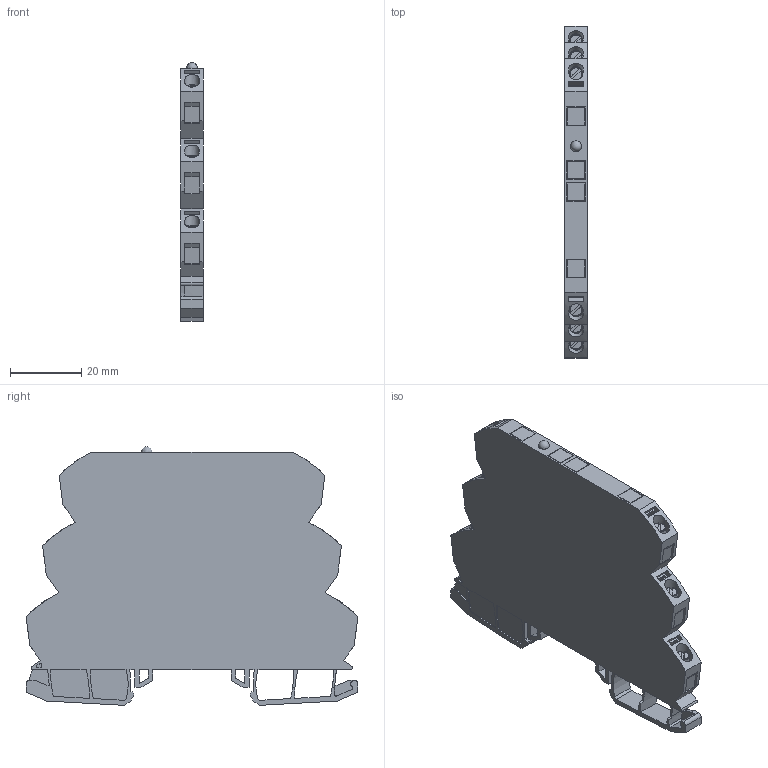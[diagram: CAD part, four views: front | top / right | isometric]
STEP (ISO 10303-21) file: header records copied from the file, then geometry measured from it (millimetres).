
FILE_DESCRIPTION(('STEP AP214'),'1');
FILE_NAME('cctmp_CB230D3A-3A4C-492A-9929-0C4CC3FF5022_2023_07_21_11_08_56_0074..stp','2023-07-21T09:08:56',('SIEMENS A&D'),('CADClick - www.CADClick.com'),'Spatial InterOp 3D postprocessed',' ','unknown authorization');
FILE_SCHEMA(('AUTOMOTIVE_DESIGN'));
Length unit declared in the file: millimetre
Products named in the file (1): 2023_07_21_11_08_56_0049
Bounding box: 6.2 x 93.06 x 72.49 mm (x, y, z)
Volume: 31781.5 mm3; surface area: 14346.3 mm2
Topology: 1 solids, 2 shells, 387 faces, 1013 edges, 658 vertices
Faces by surface type: plane 273, cylinder 77, torus 24, cone 12, sphere 1
Entity records: 20210 total; most frequent: CARTESIAN_POINT 2783, STYLED_ITEM 2057, PRESENTATION_STYLE_ASSIGNMENT 2057, ORIENTED_EDGE 2022, DIRECTION 1945, EDGE_CURVE 1011, CURVE_STYLE 1011, DRAUGHTING_PRE_DEFINED_CURVE_FONT 1011
